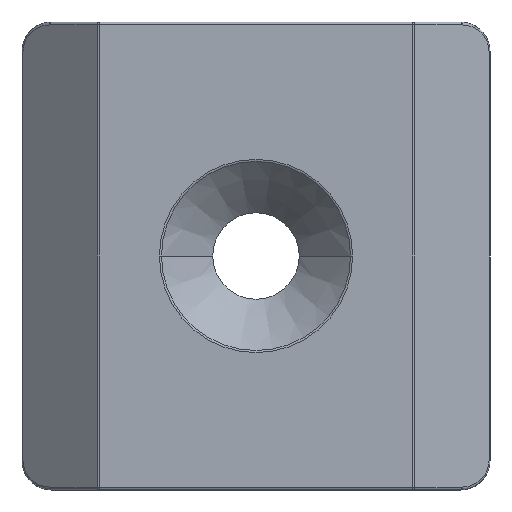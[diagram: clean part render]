
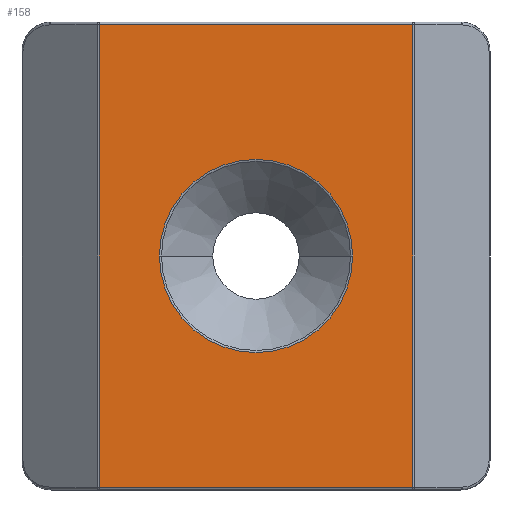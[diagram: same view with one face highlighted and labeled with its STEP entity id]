
A CAD part, front view. The second image highlights one B-rep face of the part: STEP entity #158.
In plain terms, the highlighted planar face has unit normal (0, -1, 0).
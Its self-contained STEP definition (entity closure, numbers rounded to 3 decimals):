
#26 = CARTESIAN_POINT ( 'NONE',  ( 3.241, -5.8, 0. ) ) ;
#106 = DIRECTION ( 'NONE',  ( -1., 0., 0. ) ) ;
#125 = VECTOR ( 'NONE', #1745, 1000. ) ;
#155 = DIRECTION ( 'NONE',  ( -1., 0., 0. ) ) ;
#158 = ADVANCED_FACE ( 'NONE', ( #1820, #405 ), #709, .F. ) ;
#197 = VERTEX_POINT ( 'NONE', #2003 ) ;
#237 = CARTESIAN_POINT ( 'NONE',  ( -5.262, -5.8, 7.85 ) ) ;
#263 = DIRECTION ( 'NONE',  ( 0., 1., 0. ) ) ;
#378 = LINE ( 'NONE', #237, #866 ) ;
#394 = ORIENTED_EDGE ( 'NONE', *, *, #1247, .T. ) ;
#405 = FACE_OUTER_BOUND ( 'NONE', #1143, .T. ) ;
#419 = CARTESIAN_POINT ( 'NONE',  ( 0., -5.8, 0. ) ) ;
#459 = CARTESIAN_POINT ( 'NONE',  ( 5.3, -5.8, 7.75 ) ) ;
#560 = ORIENTED_EDGE ( 'NONE', *, *, #859, .T. ) ;
#579 = CARTESIAN_POINT ( 'NONE',  ( 5.3, -5.8, 7.85 ) ) ;
#681 = EDGE_LOOP ( 'NONE', ( #394, #560 ) ) ;
#709 = PLANE ( 'NONE',  #1673 ) ;
#791 = VECTOR ( 'NONE', #106, 1000. ) ;
#859 = EDGE_CURVE ( 'NONE', #1528, #1270, #1488, .T. ) ;
#866 = VECTOR ( 'NONE', #1665, 1000. ) ;
#922 = AXIS2_PLACEMENT_3D ( 'NONE', #419, #263, #155 ) ;
#952 = CIRCLE ( 'NONE', #922, 3.241 ) ;
#993 = CARTESIAN_POINT ( 'NONE',  ( 0., -5.8, 0. ) ) ;
#1036 = DIRECTION ( 'NONE',  ( 0., 1., 0. ) ) ;
#1060 = CARTESIAN_POINT ( 'NONE',  ( -5.262, -5.8, -7.75 ) ) ;
#1134 = DIRECTION ( 'NONE',  ( -1., 0., 0. ) ) ;
#1143 = EDGE_LOOP ( 'NONE', ( #1191, #1719, #1343, #2093 ) ) ;
#1191 = ORIENTED_EDGE ( 'NONE', *, *, #1721, .T. ) ;
#1195 = VERTEX_POINT ( 'NONE', #1533 ) ;
#1196 = DIRECTION ( 'NONE',  ( -1., 0., 0. ) ) ;
#1247 = EDGE_CURVE ( 'NONE', #1270, #1528, #952, .T. ) ;
#1270 = VERTEX_POINT ( 'NONE', #1412 ) ;
#1288 = CARTESIAN_POINT ( 'NONE',  ( 5.262, -5.8, 7.75 ) ) ;
#1307 = VERTEX_POINT ( 'NONE', #1288 ) ;
#1343 = ORIENTED_EDGE ( 'NONE', *, *, #1672, .T. ) ;
#1412 = CARTESIAN_POINT ( 'NONE',  ( -3.241, -5.8, 0. ) ) ;
#1427 = LINE ( 'NONE', #459, #791 ) ;
#1488 = CIRCLE ( 'NONE', #2039, 3.241 ) ;
#1528 = VERTEX_POINT ( 'NONE', #26 ) ;
#1531 = CARTESIAN_POINT ( 'NONE',  ( 5.3, -5.8, -7.75 ) ) ;
#1533 = CARTESIAN_POINT ( 'NONE',  ( 5.262, -5.8, -7.75 ) ) ;
#1580 = LINE ( 'NONE', #1904, #125 ) ;
#1606 = VERTEX_POINT ( 'NONE', #1060 ) ;
#1641 = VECTOR ( 'NONE', #1857, 1000. ) ;
#1665 = DIRECTION ( 'NONE',  ( 0., 0., -1. ) ) ;
#1672 = EDGE_CURVE ( 'NONE', #197, #1606, #378, .T. ) ;
#1673 = AXIS2_PLACEMENT_3D ( 'NONE', #579, #1036, #1196 ) ;
#1719 = ORIENTED_EDGE ( 'NONE', *, *, #1746, .T. ) ;
#1721 = EDGE_CURVE ( 'NONE', #1195, #1307, #1580, .T. ) ;
#1745 = DIRECTION ( 'NONE',  ( 0., 0., 1. ) ) ;
#1746 = EDGE_CURVE ( 'NONE', #1307, #197, #1427, .T. ) ;
#1761 = DIRECTION ( 'NONE',  ( 0., 1., 0. ) ) ;
#1820 = FACE_BOUND ( 'NONE', #681, .T. ) ;
#1831 = LINE ( 'NONE', #1531, #1641 ) ;
#1857 = DIRECTION ( 'NONE',  ( 1., 0., 0. ) ) ;
#1904 = CARTESIAN_POINT ( 'NONE',  ( 5.262, -5.8, 7.85 ) ) ;
#2003 = CARTESIAN_POINT ( 'NONE',  ( -5.262, -5.8, 7.75 ) ) ;
#2039 = AXIS2_PLACEMENT_3D ( 'NONE', #993, #1761, #1134 ) ;
#2074 = EDGE_CURVE ( 'NONE', #1606, #1195, #1831, .T. ) ;
#2093 = ORIENTED_EDGE ( 'NONE', *, *, #2074, .T. ) ;
